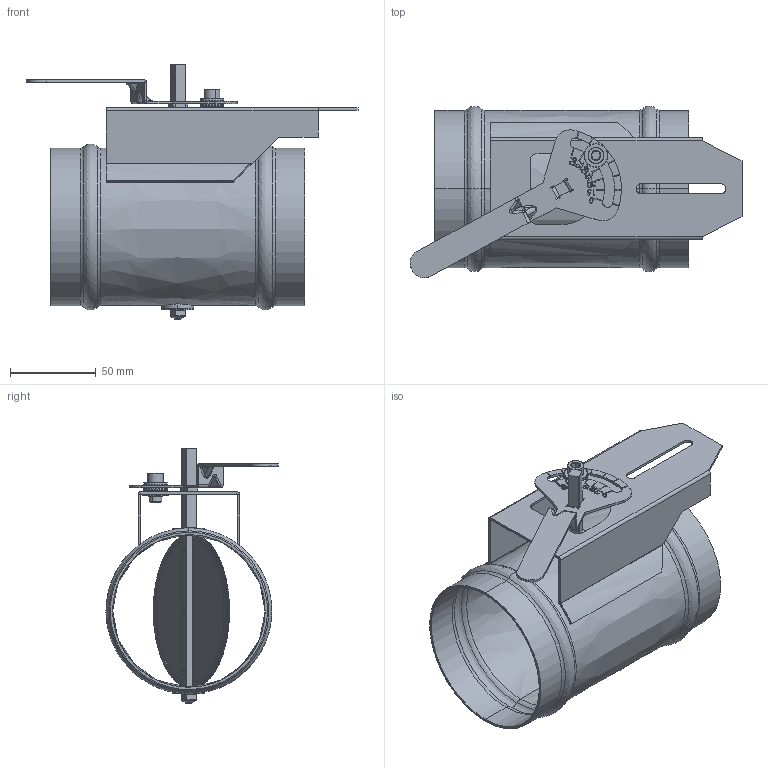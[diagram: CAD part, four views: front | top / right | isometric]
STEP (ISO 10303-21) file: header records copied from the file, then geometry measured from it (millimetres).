
FILE_DESCRIPTION(('FreeCAD Model'),'2;1');
FILE_NAME('Open CASCADE Shape Model','2025-04-17T06:34:57',('FreeCAD'),( 'FreeCAD'),'Open CASCADE STEP processor 7.6','FreeCAD','Unknown');
FILE_SCHEMA(('AUTOMOTIVE_DESIGN { 1 0 10303 214 1 1 1 1 }'));
Products named in the file (1): Open CASCADE STEP translator 7.6 1
Bounding box: 193.47 x 100.27 x 148.12 mm (x, y, z)
Volume: 104194.6 mm3; surface area: 150013.1 mm2
Topology: 20 solids, 20 shells, 1198 faces, 3044 edges, 1850 vertices
Faces by surface type: bspline 1198
Entity records: 51667 total; most frequent: CARTESIAN_POINT 34712, ORIENTED_EDGE 5964, EDGE_CURVE 2982, B_SPLINE_CURVE_WITH_KNOTS 1862, VERTEX_POINT 1850, FACE_BOUND 1274, EDGE_LOOP 1274, ADVANCED_FACE 1198
